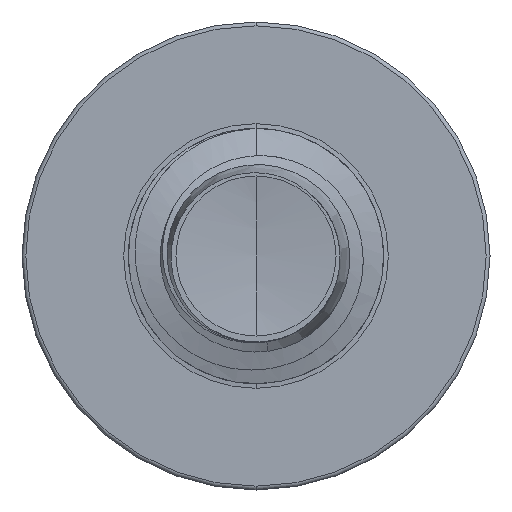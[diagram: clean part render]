
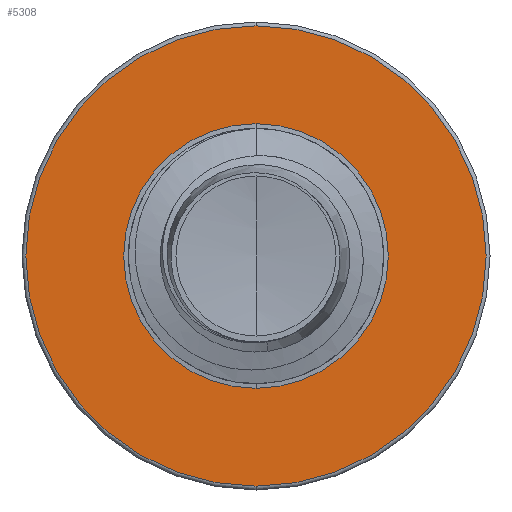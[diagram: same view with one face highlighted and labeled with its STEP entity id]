
A CAD part, front view. The second image highlights one B-rep face of the part: STEP entity #5308.
In plain terms, the highlighted planar face has unit normal (0, -1, 0).
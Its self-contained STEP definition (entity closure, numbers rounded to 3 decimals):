
#193 = CARTESIAN_POINT ( 'NONE',  ( 0., 2.5, 0. ) ) ;
#259 = CARTESIAN_POINT ( 'NONE',  ( 0., 2.5, 1.623 ) ) ;
#731 = DIRECTION ( 'NONE',  ( 0., 0., 1. ) ) ;
#772 = CARTESIAN_POINT ( 'NONE',  ( 0., 2.5, 0. ) ) ;
#1203 = EDGE_CURVE ( 'NONE', #3289, #1759, #12631, .T. ) ;
#1666 = DIRECTION ( 'NONE',  ( 0., 0., 1. ) ) ;
#1739 = AXIS2_PLACEMENT_3D ( 'NONE', #2496, #2494, #2477 ) ;
#1759 = VERTEX_POINT ( 'NONE', #11406 ) ;
#1841 = AXIS2_PLACEMENT_3D ( 'NONE', #193, #8010, #1666 ) ;
#1984 = VERTEX_POINT ( 'NONE', #9038 ) ;
#2064 = DIRECTION ( 'NONE',  ( 0., 0., 1. ) ) ;
#2477 = DIRECTION ( 'NONE',  ( 0., 0., 1. ) ) ;
#2494 = DIRECTION ( 'NONE',  ( 0., 1., 0. ) ) ;
#2496 = CARTESIAN_POINT ( 'NONE',  ( 0., 2.5, 0. ) ) ;
#3125 = AXIS2_PLACEMENT_3D ( 'NONE', #772, #8318, #2064 ) ;
#3199 = CIRCLE ( 'NONE', #3125, 1.623 ) ;
#3289 = VERTEX_POINT ( 'NONE', #7343 ) ;
#3398 = CIRCLE ( 'NONE', #1739, 0.933 ) ;
#4031 = EDGE_CURVE ( 'NONE', #1759, #3289, #3398, .T. ) ;
#4381 = EDGE_LOOP ( 'NONE', ( #5526, #5767 ) ) ;
#5023 = CARTESIAN_POINT ( 'NONE',  ( 0., 2.5, 0. ) ) ;
#5234 = ORIENTED_EDGE ( 'NONE', *, *, #11499, .F. ) ;
#5308 = ADVANCED_FACE ( 'NONE', ( #9507, #11442 ), #6484, .F. ) ;
#5435 = ORIENTED_EDGE ( 'NONE', *, *, #10232, .F. ) ;
#5526 = ORIENTED_EDGE ( 'NONE', *, *, #1203, .T. ) ;
#5634 = AXIS2_PLACEMENT_3D ( 'NONE', #5023, #11045, #731 ) ;
#5767 = ORIENTED_EDGE ( 'NONE', *, *, #4031, .T. ) ;
#6449 = DIRECTION ( 'NONE',  ( 0., 0., 1. ) ) ;
#6474 = CARTESIAN_POINT ( 'NONE',  ( 0., 2.5, -0.933 ) ) ;
#6484 = PLANE ( 'NONE',  #11678 ) ;
#7041 = DIRECTION ( 'NONE',  ( 0., 1., 0. ) ) ;
#7343 = CARTESIAN_POINT ( 'NONE',  ( 0., 2.5, 0.933 ) ) ;
#8010 = DIRECTION ( 'NONE',  ( 0., 1., 0. ) ) ;
#8318 = DIRECTION ( 'NONE',  ( 0., 1., 0. ) ) ;
#8962 = EDGE_LOOP ( 'NONE', ( #5234, #5435 ) ) ;
#9038 = CARTESIAN_POINT ( 'NONE',  ( 0., 2.5, -1.623 ) ) ;
#9507 = FACE_OUTER_BOUND ( 'NONE', #8962, .T. ) ;
#10232 = EDGE_CURVE ( 'NONE', #1984, #10363, #12338, .T. ) ;
#10363 = VERTEX_POINT ( 'NONE', #259 ) ;
#11045 = DIRECTION ( 'NONE',  ( 0., 1., 0. ) ) ;
#11406 = CARTESIAN_POINT ( 'NONE',  ( 0., 2.5, -0.933 ) ) ;
#11442 = FACE_BOUND ( 'NONE', #4381, .T. ) ;
#11499 = EDGE_CURVE ( 'NONE', #10363, #1984, #3199, .T. ) ;
#11678 = AXIS2_PLACEMENT_3D ( 'NONE', #6474, #7041, #6449 ) ;
#12338 = CIRCLE ( 'NONE', #1841, 1.623 ) ;
#12631 = CIRCLE ( 'NONE', #5634, 0.933 ) ;
